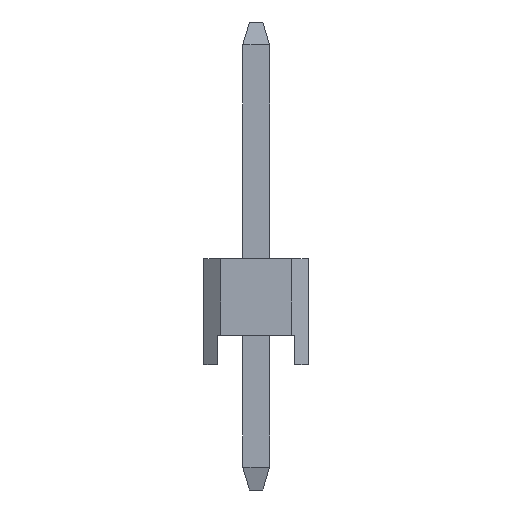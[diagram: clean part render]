
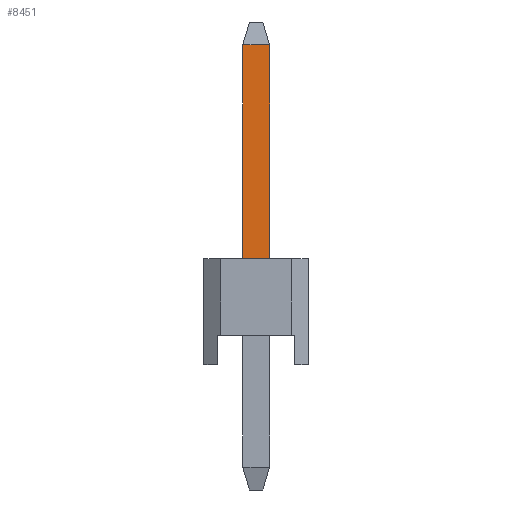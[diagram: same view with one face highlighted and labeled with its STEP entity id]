
A CAD part, left-side view. The second image highlights one B-rep face of the part: STEP entity #8451.
In plain terms, the highlighted planar face has unit normal (-1, 0, 0).
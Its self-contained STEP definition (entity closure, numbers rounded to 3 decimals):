
#8387 = VERTEX_POINT('',#8388);
#8388 = CARTESIAN_POINT('',(-0.32,-0.324,
    2.54));
#8403 = VERTEX_POINT('',#8404);
#8404 = CARTESIAN_POINT('',(-0.32,-0.324,
    7.654));
#8410 = EDGE_CURVE('',#8403,#8387,#8411,.T.);
#8411 = LINE('',#8412,#8413);
#8412 = CARTESIAN_POINT('',(-0.32,-0.324,
    2.6));
#8413 = VECTOR('',#8414,1.);
#8414 = DIRECTION('',(0.,0.,-1.));
#8451 = ADVANCED_FACE('',(#8452),#8477,.T.);
#8452 = FACE_BOUND('',#8453,.T.);
#8453 = EDGE_LOOP('',(#8454,#8462,#8463,#8471));
#8454 = ORIENTED_EDGE('',*,*,#8455,.F.);
#8455 = EDGE_CURVE('',#8387,#8456,#8458,.T.);
#8456 = VERTEX_POINT('',#8457);
#8457 = CARTESIAN_POINT('',(-0.32,0.316,
    2.54));
#8458 = LINE('',#8459,#8460);
#8459 = CARTESIAN_POINT('',(-0.32,0.247,
    2.54));
#8460 = VECTOR('',#8461,1.);
#8461 = DIRECTION('',(0.,1.,0.));
#8462 = ORIENTED_EDGE('',*,*,#8410,.F.);
#8463 = ORIENTED_EDGE('',*,*,#8464,.F.);
#8464 = EDGE_CURVE('',#8465,#8403,#8467,.T.);
#8465 = VERTEX_POINT('',#8466);
#8466 = CARTESIAN_POINT('',(-0.32,0.316,
    7.654));
#8467 = LINE('',#8468,#8469);
#8468 = CARTESIAN_POINT('',(-0.32,0.496,
    7.654));
#8469 = VECTOR('',#8470,1.);
#8470 = DIRECTION('',(0.,-1.,0.));
#8471 = ORIENTED_EDGE('',*,*,#8472,.F.);
#8472 = EDGE_CURVE('',#8456,#8465,#8473,.T.);
#8473 = LINE('',#8474,#8475);
#8474 = CARTESIAN_POINT('',(-0.32,0.316,
    2.6));
#8475 = VECTOR('',#8476,1.);
#8476 = DIRECTION('',(0.,0.,1.));
#8477 = PLANE('',#8478);
#8478 = AXIS2_PLACEMENT_3D('',#8479,#8480,#8481);
#8479 = CARTESIAN_POINT('',(-0.32,0.496,
    2.6));
#8480 = DIRECTION('',(-1.,0.,0.));
#8481 = DIRECTION('',(0.,0.,-1.));
